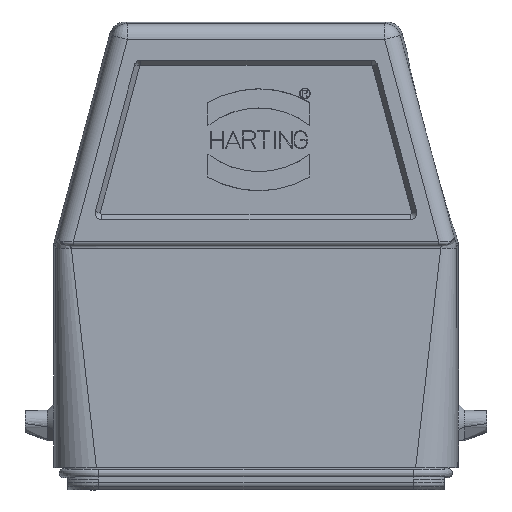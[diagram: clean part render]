
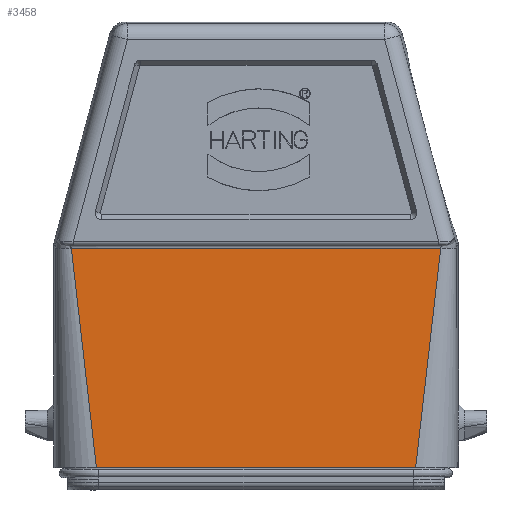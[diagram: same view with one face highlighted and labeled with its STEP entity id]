
A CAD part, front view. The second image highlights one B-rep face of the part: STEP entity #3458.
In plain terms, the highlighted planar face has unit normal (0, -1, 0).
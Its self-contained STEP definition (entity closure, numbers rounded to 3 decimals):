
#3458=ADVANCED_FACE('',(#4029),#3734,.T.);
#3734=PLANE('',#10137);
#4029=FACE_OUTER_BOUND('',#4445,.T.);
#4445=EDGE_LOOP('',(#5984,#5985,#5986,#5987));
#5984=ORIENTED_EDGE('',*,*,#7994,.T.);
#5985=ORIENTED_EDGE('',*,*,#7285,.F.);
#5986=ORIENTED_EDGE('',*,*,#7993,.T.);
#5987=ORIENTED_EDGE('',*,*,#7995,.T.);
#6637=VERTEX_POINT('',#12123);
#6638=VERTEX_POINT('',#12125);
#7102=VERTEX_POINT('',#15200);
#7104=VERTEX_POINT('',#15255);
#7285=EDGE_CURVE('',#6637,#6638,#8240,.T.);
#7993=EDGE_CURVE('',#6637,#7102,#8690,.T.);
#7994=EDGE_CURVE('',#7104,#6638,#8691,.T.);
#7995=EDGE_CURVE('',#7102,#7104,#8692,.T.);
#8240=LINE('',#12124,#8814);
#8690=LINE('',#15247,#9264);
#8691=LINE('',#15254,#9265);
#8692=LINE('',#15256,#9266);
#8814=VECTOR('',#10302,1.);
#9264=VECTOR('',#11454,1.);
#9265=VECTOR('',#11455,1.);
#9266=VECTOR('',#11456,1.);
#10137=AXIS2_PLACEMENT_3D('',#15257,#11457,#11458);
#10302=DIRECTION('',(-1.,0.,0.));
#11454=DIRECTION('',(0.113,0.,0.994));
#11455=DIRECTION('',(0.113,0.,-0.994));
#11456=DIRECTION('',(-1.,0.,0.));
#11457=DIRECTION('',(0.,-1.,0.));
#11458=DIRECTION('',(0.,0.,1.));
#12123=CARTESIAN_POINT('',(25.072,-15.25,-14.));
#12124=CARTESIAN_POINT('',(25.072,-15.25,-14.));
#12125=CARTESIAN_POINT('',(-25.065,-15.25,-14.));
#15200=CARTESIAN_POINT('',(29.005,-15.25,20.5));
#15247=CARTESIAN_POINT('',(25.072,-15.25,-14.));
#15254=CARTESIAN_POINT('',(-28.998,-15.25,20.5));
#15255=CARTESIAN_POINT('',(-28.998,-15.25,20.5));
#15256=CARTESIAN_POINT('',(29.005,-15.25,20.5));
#15257=CARTESIAN_POINT('',(32.404,-15.25,-14.875));
